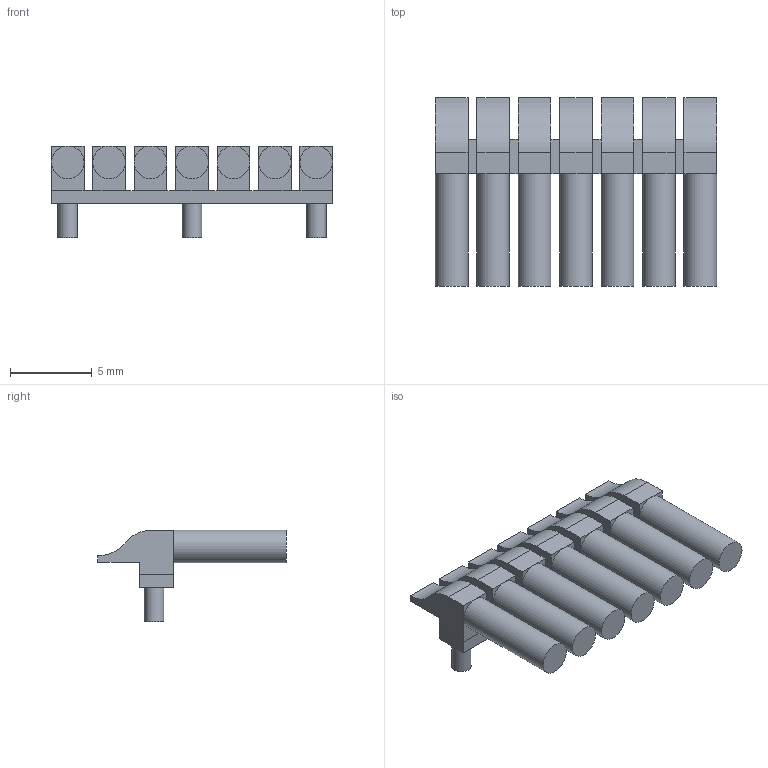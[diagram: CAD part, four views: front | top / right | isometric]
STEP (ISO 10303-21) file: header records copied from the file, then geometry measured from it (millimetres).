
FILE_DESCRIPTION(('FreeCAD Model'),'2;1');
FILE_NAME('light-guide.step','2019-09-16T22:15:49',('Author'),(''), 'Open CASCADE STEP processor 7.3','FreeCAD','Unknown');
FILE_SCHEMA(('AUTOMOTIVE_DESIGN { 1 0 10303 214 1 1 1 1 }'));
Length unit declared in the file: millimetre
Products named in the file (1): Body
Bounding box: 17.24 x 11.55 x 5.64 mm (x, y, z)
Volume: 302 mm3; surface area: 677.4 mm2
Topology: 1 solids, 1 shells, 108 faces, 253 edges, 150 vertices
Faces by surface type: plane 84, cylinder 24
Full cylindrical faces by diameter (mm): 1.2 x3, 2 x7
Entity records: 6477 total; most frequent: CARTESIAN_POINT 1330, DIRECTION 987, LINE 635, VECTOR 635, ORIENTED_EDGE 506, PCURVE 506, DEFINITIONAL_REPRESENTATION 506, EDGE_CURVE 253
